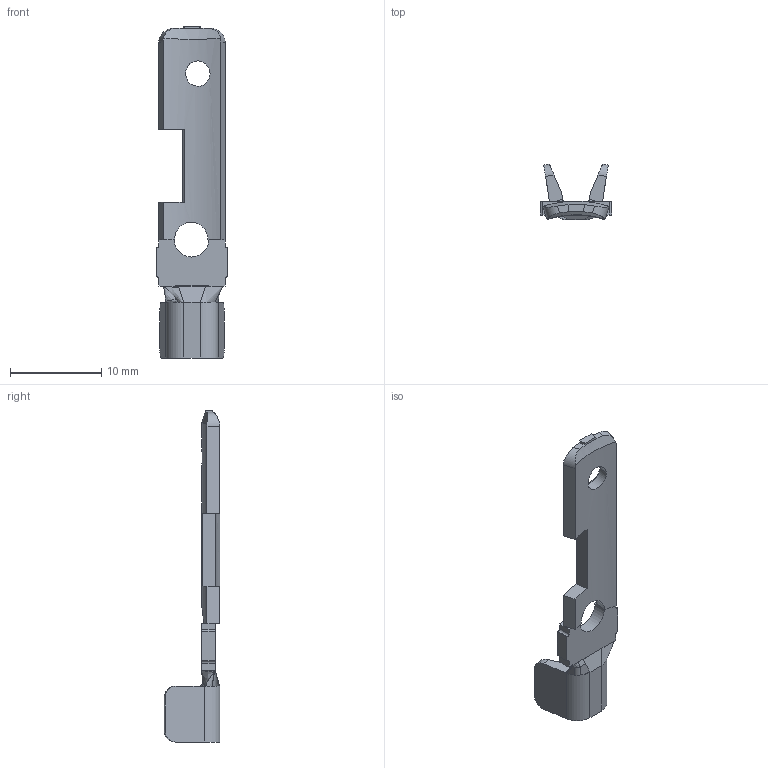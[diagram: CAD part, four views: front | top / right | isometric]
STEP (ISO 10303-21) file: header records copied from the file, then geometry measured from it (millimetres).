
FILE_DESCRIPTION (( 'STEP AP203' ), '1' );
FILE_NAME ('82081.STEP', '2015-02-12T20:15:32', ( '' ), ( '' ), 'SwSTEP 2.0', 'SolidWorks 2014', '' );
FILE_SCHEMA (( 'CONFIG_CONTROL_DESIGN' ));
Length unit declared in the file: inch
Products named in the file (1): 82081
Bounding box: 7.87 x 6.1 x 36.32 mm (x, y, z)
Volume: 354 mm3; surface area: 681.3 mm2
Topology: 1 solids, 1 shells, 190 faces, 464 edges, 266 vertices
Faces by surface type: plane 106, cylinder 37, bspline 27, cone 20
Entity records: 6279 total; most frequent: CARTESIAN_POINT 2052, ORIENTED_EDGE 912, DIRECTION 774, EDGE_CURVE 456, VECTOR 306, LINE 306, VERTEX_POINT 266, AXIS2_PLACEMENT_3D 234
